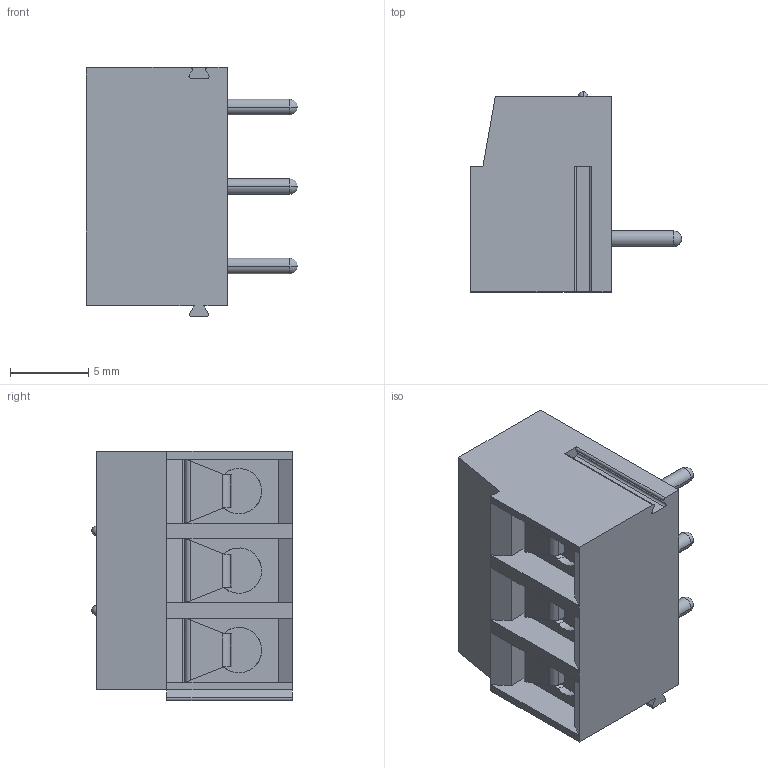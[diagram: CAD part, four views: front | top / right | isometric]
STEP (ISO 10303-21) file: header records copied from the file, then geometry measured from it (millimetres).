
FILE_DESCRIPTION((''),'2;1');
FILE_NAME('PRT0053','2024-12-10T',('yanfa'),(''),'PRO/ENGINEER BY PARAMETRIC TECHNOLOGY CORPORATION, 2009280','PRO/ENGINEER BY PARAMETRIC TECHNOLOGY CORPORATION, 2009280','');
FILE_SCHEMA(('AUTOMOTIVE_DESIGN_CC2 { 1 2 10303 214 -1 1 5 2 }'));
Length unit declared in the file: millimetre
Products named in the file (1): PRT0053
Bounding box: 13.5 x 12.8 x 15.93 mm (x, y, z)
Volume: 1387.7 mm3; surface area: 1305.4 mm2
Topology: 1 solids, 1 shells, 191 faces, 504 edges, 319 vertices
Faces by surface type: plane 103, cylinder 60, cone 12, sphere 10, torus 6
Entity records: 5953 total; most frequent: CARTESIAN_POINT 1215, ORIENTED_EDGE 988, DIRECTION 974, EDGE_CURVE 494, AXIS2_PLACEMENT_3D 337, VERTEX_POINT 319, VECTOR 300, LINE 300
